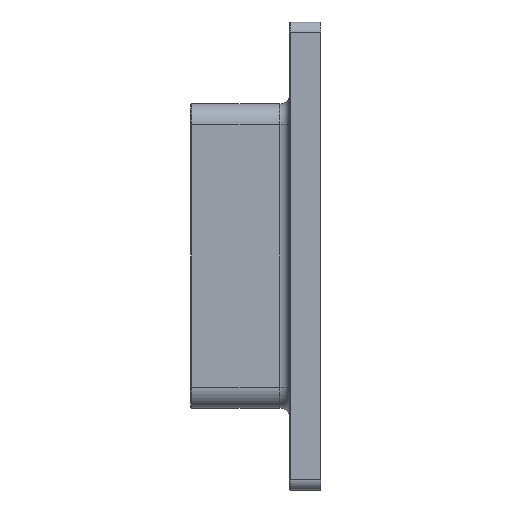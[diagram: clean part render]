
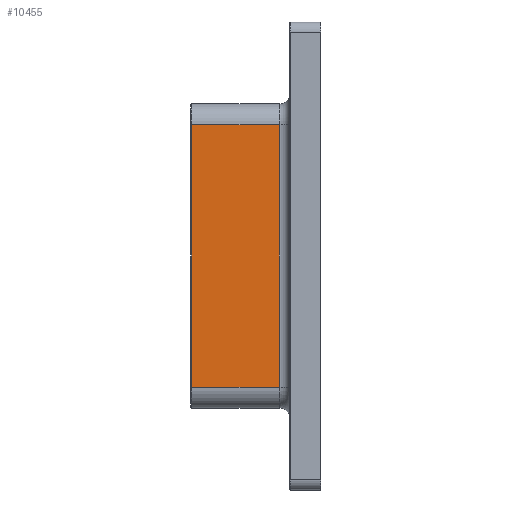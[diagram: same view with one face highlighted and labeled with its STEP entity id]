
A CAD part, left-side view. The second image highlights one B-rep face of the part: STEP entity #10455.
In plain terms, the highlighted planar face has unit normal (-1, 0, 0).
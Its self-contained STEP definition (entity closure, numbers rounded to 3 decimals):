
#87 = DIRECTION ( 'NONE',  ( 0., 1., 0. ) ) ;
#131 = CARTESIAN_POINT ( 'NONE',  ( -29.25, 8., 25.25 ) ) ;
#823 = ORIENTED_EDGE ( 'NONE', *, *, #7047, .T. ) ;
#972 = CARTESIAN_POINT ( 'NONE',  ( -29.25, 25., 25.25 ) ) ;
#990 = LINE ( 'NONE', #9462, #7210 ) ;
#1429 = DIRECTION ( 'NONE',  ( 0., 0., -1. ) ) ;
#1442 = DIRECTION ( 'NONE',  ( 0., -1., 0. ) ) ;
#1773 = VECTOR ( 'NONE', #1429, 1000. ) ;
#1832 = VERTEX_POINT ( 'NONE', #2197 ) ;
#1881 = FACE_OUTER_BOUND ( 'NONE', #6650, .T. ) ;
#2197 = CARTESIAN_POINT ( 'NONE',  ( -29.25, 8., -25.25 ) ) ;
#2203 = EDGE_CURVE ( 'NONE', #7469, #8592, #3699, .T. ) ;
#3297 = ORIENTED_EDGE ( 'NONE', *, *, #8644, .T. ) ;
#3626 = DIRECTION ( 'NONE',  ( 0., 0., -1. ) ) ;
#3699 = LINE ( 'NONE', #972, #9326 ) ;
#3829 = CARTESIAN_POINT ( 'NONE',  ( -29.25, 24.9, 25.25 ) ) ;
#5195 = CARTESIAN_POINT ( 'NONE',  ( -29.25, 25., -29.25 ) ) ;
#5929 = ORIENTED_EDGE ( 'NONE', *, *, #2203, .T. ) ;
#6650 = EDGE_LOOP ( 'NONE', ( #5929, #823, #3297, #9876 ) ) ;
#6724 = AXIS2_PLACEMENT_3D ( 'NONE', #5195, #8517, #3626 ) ;
#6979 = LINE ( 'NONE', #9572, #8892 ) ;
#7047 = EDGE_CURVE ( 'NONE', #8592, #10024, #8640, .T. ) ;
#7210 = VECTOR ( 'NONE', #9432, 1000. ) ;
#7469 = VERTEX_POINT ( 'NONE', #131 ) ;
#7628 = PLANE ( 'NONE',  #6724 ) ;
#8517 = DIRECTION ( 'NONE',  ( 1., 0., 0. ) ) ;
#8592 = VERTEX_POINT ( 'NONE', #3829 ) ;
#8640 = LINE ( 'NONE', #10416, #1773 ) ;
#8644 = EDGE_CURVE ( 'NONE', #10024, #1832, #6979, .T. ) ;
#8892 = VECTOR ( 'NONE', #1442, 1000. ) ;
#9315 = EDGE_CURVE ( 'NONE', #1832, #7469, #990, .T. ) ;
#9326 = VECTOR ( 'NONE', #87, 1000. ) ;
#9432 = DIRECTION ( 'NONE',  ( 0., 0., 1. ) ) ;
#9462 = CARTESIAN_POINT ( 'NONE',  ( -29.25, 8., -29.25 ) ) ;
#9572 = CARTESIAN_POINT ( 'NONE',  ( -29.25, 25., -25.25 ) ) ;
#9876 = ORIENTED_EDGE ( 'NONE', *, *, #9315, .T. ) ;
#10024 = VERTEX_POINT ( 'NONE', #10329 ) ;
#10329 = CARTESIAN_POINT ( 'NONE',  ( -29.25, 24.9, -25.25 ) ) ;
#10416 = CARTESIAN_POINT ( 'NONE',  ( -29.25, 24.9, -25.25 ) ) ;
#10455 = ADVANCED_FACE ( 'NONE', ( #1881 ), #7628, .F. ) ;
